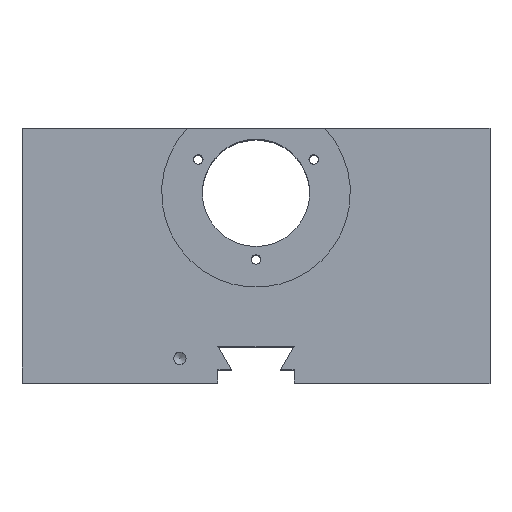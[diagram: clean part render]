
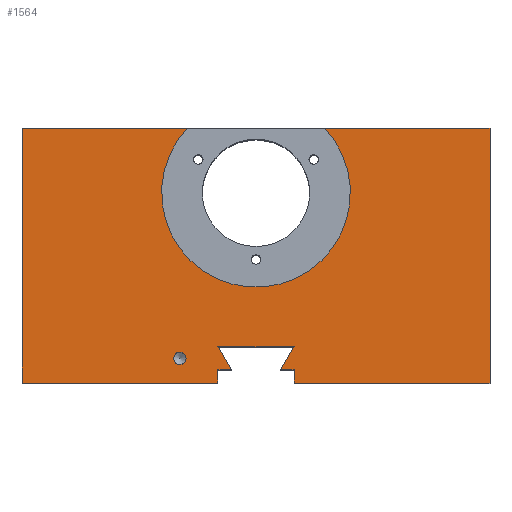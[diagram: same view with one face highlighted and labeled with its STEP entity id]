
A CAD part, top view. The second image highlights one B-rep face of the part: STEP entity #1564.
In plain terms, the highlighted planar face has unit normal (0, 0, 1).
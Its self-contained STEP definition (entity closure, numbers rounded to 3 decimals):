
#58=PLANE('',#1729);
#65=LINE('',#2264,#181);
#69=LINE('',#2272,#185);
#85=LINE('',#2328,#201);
#137=LINE('',#2646,#253);
#140=LINE('',#2651,#256);
#142=LINE('',#2655,#258);
#144=LINE('',#2659,#260);
#149=LINE('',#2668,#265);
#150=LINE('',#2671,#266);
#153=LINE('',#2677,#269);
#158=LINE('',#2686,#274);
#165=LINE('',#2697,#281);
#175=LINE('',#2716,#291);
#181=VECTOR('',#1764,10.);
#185=VECTOR('',#1768,10.);
#201=VECTOR('',#1814,10.);
#253=VECTOR('',#2080,10.);
#256=VECTOR('',#2085,10.);
#258=VECTOR('',#2089,10.);
#260=VECTOR('',#2093,10.);
#265=VECTOR('',#2102,10.);
#266=VECTOR('',#2105,10.);
#269=VECTOR('',#2110,10.);
#274=VECTOR('',#2119,10.);
#281=VECTOR('',#2130,10.);
#291=VECTOR('',#2150,10.);
#377=FACE_BOUND('',#702,.T.);
#414=CIRCLE('',#1621,24.8);
#453=CIRCLE('',#1686,1.621);
#534=FACE_OUTER_BOUND('',#701,.T.);
#701=EDGE_LOOP('',(#1404,#1405,#1406,#1407,#1408,#1409,#1410,#1411,#1412,
#1413,#1414,#1415,#1416,#1417));
#702=EDGE_LOOP('',(#1418));
#725=VERTEX_POINT('',#2261);
#726=VERTEX_POINT('',#2263);
#729=VERTEX_POINT('',#2269);
#730=VERTEX_POINT('',#2271);
#755=VERTEX_POINT('',#2327);
#820=VERTEX_POINT('',#2566);
#845=VERTEX_POINT('',#2643);
#846=VERTEX_POINT('',#2645);
#847=VERTEX_POINT('',#2649);
#848=VERTEX_POINT('',#2653);
#849=VERTEX_POINT('',#2658);
#851=VERTEX_POINT('',#2666);
#852=VERTEX_POINT('',#2670);
#853=VERTEX_POINT('',#2674);
#854=VERTEX_POINT('',#2676);
#877=EDGE_CURVE('',#725,#726,#65,.T.);
#881=EDGE_CURVE('',#729,#730,#69,.T.);
#909=EDGE_CURVE('',#755,#730,#85,.T.);
#934=EDGE_CURVE('',#729,#726,#414,.T.);
#987=EDGE_CURVE('',#820,#820,#453,.T.);
#1017=EDGE_CURVE('',#846,#845,#137,.T.);
#1020=EDGE_CURVE('',#845,#847,#140,.T.);
#1022=EDGE_CURVE('',#847,#848,#142,.T.);
#1024=EDGE_CURVE('',#849,#755,#144,.T.);
#1029=EDGE_CURVE('',#848,#851,#149,.T.);
#1030=EDGE_CURVE('',#852,#849,#150,.T.);
#1033=EDGE_CURVE('',#854,#853,#153,.T.);
#1038=EDGE_CURVE('',#853,#852,#158,.T.);
#1045=EDGE_CURVE('',#846,#725,#165,.T.);
#1055=EDGE_CURVE('',#851,#854,#175,.T.);
#1404=ORIENTED_EDGE('',*,*,#934,.T.);
#1405=ORIENTED_EDGE('',*,*,#877,.F.);
#1406=ORIENTED_EDGE('',*,*,#1045,.F.);
#1407=ORIENTED_EDGE('',*,*,#1017,.T.);
#1408=ORIENTED_EDGE('',*,*,#1020,.T.);
#1409=ORIENTED_EDGE('',*,*,#1022,.T.);
#1410=ORIENTED_EDGE('',*,*,#1029,.T.);
#1411=ORIENTED_EDGE('',*,*,#1055,.T.);
#1412=ORIENTED_EDGE('',*,*,#1033,.T.);
#1413=ORIENTED_EDGE('',*,*,#1038,.T.);
#1414=ORIENTED_EDGE('',*,*,#1030,.T.);
#1415=ORIENTED_EDGE('',*,*,#1024,.T.);
#1416=ORIENTED_EDGE('',*,*,#909,.T.);
#1417=ORIENTED_EDGE('',*,*,#881,.F.);
#1418=ORIENTED_EDGE('',*,*,#987,.T.);
#1564=ADVANCED_FACE('',(#534,#377),#58,.T.);
#1621=AXIS2_PLACEMENT_3D('',#2445,#1861,#1862);
#1686=AXIS2_PLACEMENT_3D('',#2567,#2003,#2004);
#1729=AXIS2_PLACEMENT_3D('',#2721,#2158,#2159);
#1764=DIRECTION('',(1.,0.,0.));
#1768=DIRECTION('',(1.,0.,0.));
#1814=DIRECTION('',(0.,1.,0.));
#1861=DIRECTION('center_axis',(0.,0.,-1.));
#1862=DIRECTION('ref_axis',(-1.,0.,0.));
#2003=DIRECTION('center_axis',(0.,0.,-1.));
#2004=DIRECTION('ref_axis',(1.,0.,0.));
#2080=DIRECTION('',(1.,0.,0.));
#2085=DIRECTION('',(0.,1.,0.));
#2089=DIRECTION('',(1.,0.,0.));
#2093=DIRECTION('',(1.,0.,0.));
#2102=DIRECTION('',(-0.5,0.866,0.));
#2105=DIRECTION('',(0.,-1.,0.));
#2110=DIRECTION('',(-0.5,-0.866,0.));
#2119=DIRECTION('',(1.,0.,0.));
#2130=DIRECTION('',(0.,1.,0.));
#2150=DIRECTION('',(1.,0.,0.));
#2158=DIRECTION('center_axis',(0.,0.,1.));
#2159=DIRECTION('ref_axis',(1.,0.,0.));
#2261=CARTESIAN_POINT('',(-61.5,67.,61.5));
#2263=CARTESIAN_POINT('',(-18.057,67.,61.5));
#2264=CARTESIAN_POINT('',(-61.5,67.,61.5));
#2269=CARTESIAN_POINT('',(18.057,67.,61.5));
#2271=CARTESIAN_POINT('',(61.5,67.,61.5));
#2272=CARTESIAN_POINT('',(-61.5,67.,61.5));
#2327=CARTESIAN_POINT('',(61.5,0.,61.5));
#2328=CARTESIAN_POINT('',(61.5,0.,61.5));
#2445=CARTESIAN_POINT('Origin',(0.,50.,61.5));
#2566=CARTESIAN_POINT('',(-18.379,6.5,61.5));
#2567=CARTESIAN_POINT('Origin',(-20.,6.5,61.5));
#2643=CARTESIAN_POINT('',(-10.,0.,61.5));
#2645=CARTESIAN_POINT('',(-61.5,0.,61.5));
#2646=CARTESIAN_POINT('',(-61.5,0.,61.5));
#2649=CARTESIAN_POINT('',(-10.,3.5,61.5));
#2651=CARTESIAN_POINT('',(-10.,0.,61.5));
#2653=CARTESIAN_POINT('',(-6.48,3.5,61.5));
#2655=CARTESIAN_POINT('',(-35.75,3.5,61.5));
#2658=CARTESIAN_POINT('',(10.,0.,61.5));
#2659=CARTESIAN_POINT('',(-61.5,0.,61.5));
#2666=CARTESIAN_POINT('',(-10.002,9.6,61.5));
#2668=CARTESIAN_POINT('',(-12.6,14.1,61.5));
#2670=CARTESIAN_POINT('',(10.,3.5,61.5));
#2671=CARTESIAN_POINT('',(10.,1.75,61.5));
#2674=CARTESIAN_POINT('',(6.48,3.5,61.5));
#2676=CARTESIAN_POINT('',(10.002,9.6,61.5));
#2677=CARTESIAN_POINT('',(-1.014,-9.481,61.5));
#2686=CARTESIAN_POINT('',(-35.75,3.5,61.5));
#2697=CARTESIAN_POINT('',(-61.5,0.,61.5));
#2716=CARTESIAN_POINT('',(-35.751,9.6,61.5));
#2721=CARTESIAN_POINT('Origin',(-61.5,0.,61.5));
